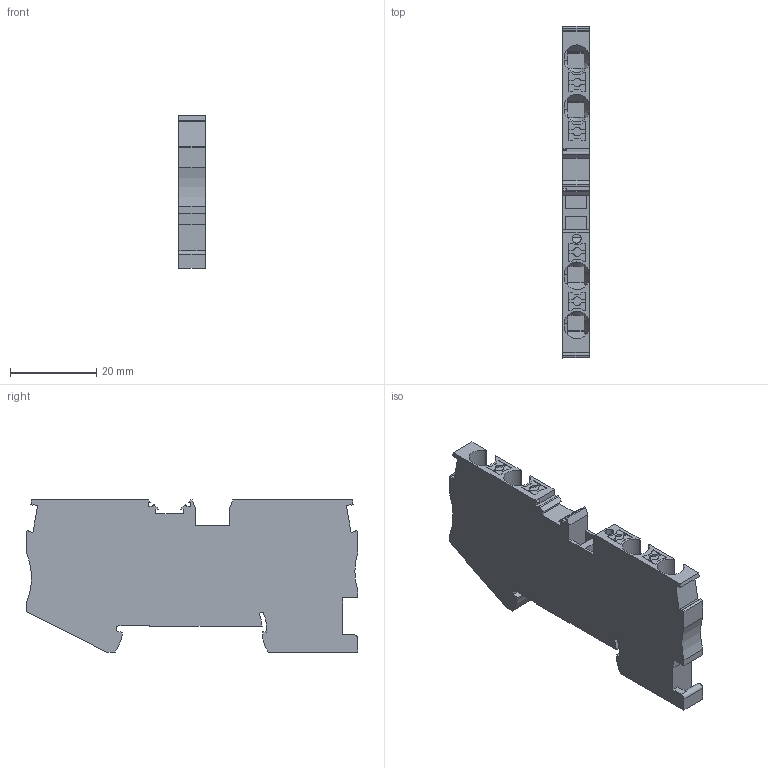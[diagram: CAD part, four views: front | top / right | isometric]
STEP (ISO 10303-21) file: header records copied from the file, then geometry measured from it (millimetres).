
FILE_DESCRIPTION(('Creo Elements/Direct Modeling STEP Export'),'2;1');
FILE_NAME('model.stp','2020-10-13T 0:21:59',(''),(''),'Creo Elements/Direct Modeling STEP processor for AP214 (Solid Model)','Creo Elements/Direct Modeling 20.1A 29-Sep-2018 (C) Parametric Technology GmbH','');
FILE_SCHEMA(('AUTOMOTIVE_DESIGN { 1 0 10303 214 1 1 1 1 }'));
Length unit declared in the file: millimetre
Products named in the file (2): PT_4_QUATTRO_BU-select
Assembly tree (1 placements, depth 2):
  PT_4_QUATTRO_BU-select
    PT_4_QUATTRO_BU-select
Bounding box: 6.15 x 76.9 x 35.25 mm (x, y, z)
Volume: 12109.3 mm3; surface area: 7686.3 mm2
Topology: 1 solids, 1 shells, 262 faces, 761 edges, 506 vertices
Faces by surface type: plane 221, cylinder 29, torus 8, cone 4
Entity records: 13024 total; most frequent: CARTESIAN_POINT 3907, ORIENTED_EDGE 1522, DIRECTION 1343, EDGE_CURVE 761, VECTOR 631, LINE 631, VERTEX_POINT 506, AXIS2_PLACEMENT_3D 356
